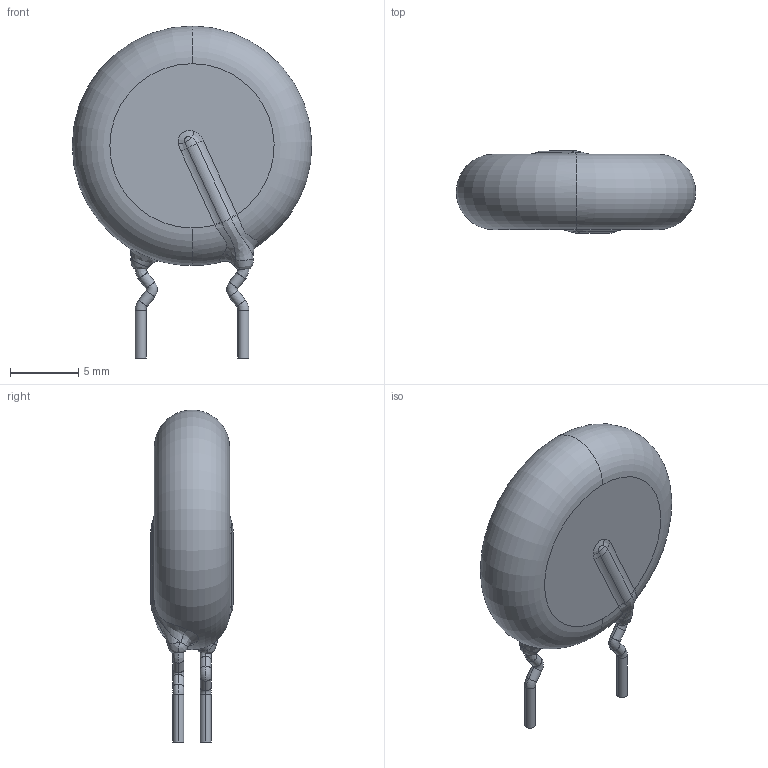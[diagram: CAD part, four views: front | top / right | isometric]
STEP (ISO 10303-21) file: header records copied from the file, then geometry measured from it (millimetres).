
FILE_DESCRIPTION (( 'STEP AP214' ), '1' );
FILE_NAME ('RES-TH_L17.5-W6.0-H23.5-P7.50-D0.8-S2.00.step', '2022-07-28T09:49:34', ( '' ), ( '' ), 'SwSTEP 2.0', 'SolidWorks 2020', '' );
FILE_SCHEMA (( 'AUTOMOTIVE_DESIGN' ));
Length unit declared in the file: millimetre
Products named in the file (1): RES-TH_L17.5-W6.0-H23.5-P7.50-D0.8-S2.00
Bounding box: 17.49 x 6 x 24.25 mm (x, y, z)
Volume: 1175.6 mm3; surface area: 758.5 mm2
Topology: 14 solids, 14 shells, 297 faces, 767 edges, 498 vertices
Faces by surface type: plane 139, bspline 130, cylinder 18, torus 10
Entity records: 17207 total; most frequent: CARTESIAN_POINT 7467, ORIENTED_EDGE 1534, DIRECTION 873, EDGE_CURVE 767, VERTEX_POINT 498, LINE 437, VECTOR 437, UNCERTAINTY_MEASURE_WITH_UNIT 313
